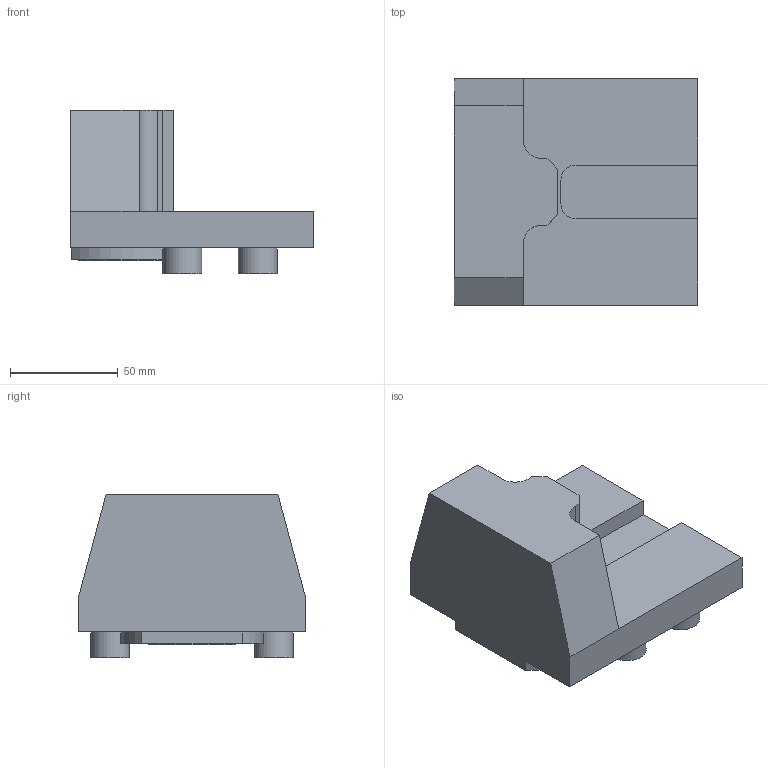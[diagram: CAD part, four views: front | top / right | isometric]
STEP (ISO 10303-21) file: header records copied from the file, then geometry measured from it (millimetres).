
FILE_DESCRIPTION(/* description */ (''),/* implementation_level */ '2;1');
FILE_NAME(/* name */ '1533194825468.stp',/* time_stamp */ '2018-08-02T12:57:15+05:00',/* author */ (''),/* organization */ ('SMS'),/* preprocessor_version */ 'ST-DEVELOPER v15',/* originating_system */ 'SIEMENS PLM Software NX 8.5',/* authorisation */ '');
FILE_SCHEMA (('AUTOMOTIVE_DESIGN { 1 0 10303 214 3 1 1 1 }'));
Length unit declared in the file: millimetre
Products named in the file (1): 201604201mod000_00
Bounding box: 113 x 105 x 76 mm (x, y, z)
Volume: 365934 mm3; surface area: 49934.4 mm2
Topology: 1 solids, 1 shells, 50 faces, 121 edges, 85 vertices
Faces by surface type: plane 31, cylinder 13, cone 6
Full cylindrical faces by diameter (mm): 2.5 x1, 18 x4, 31.6 x1, 40.013 x1
Entity records: 1509 total; most frequent: CARTESIAN_POINT 298, DIRECTION 252, ORIENTED_EDGE 216, EDGE_CURVE 108, AXIS2_PLACEMENT_3D 91, VERTEX_POINT 76, LINE 70, VECTOR 70
